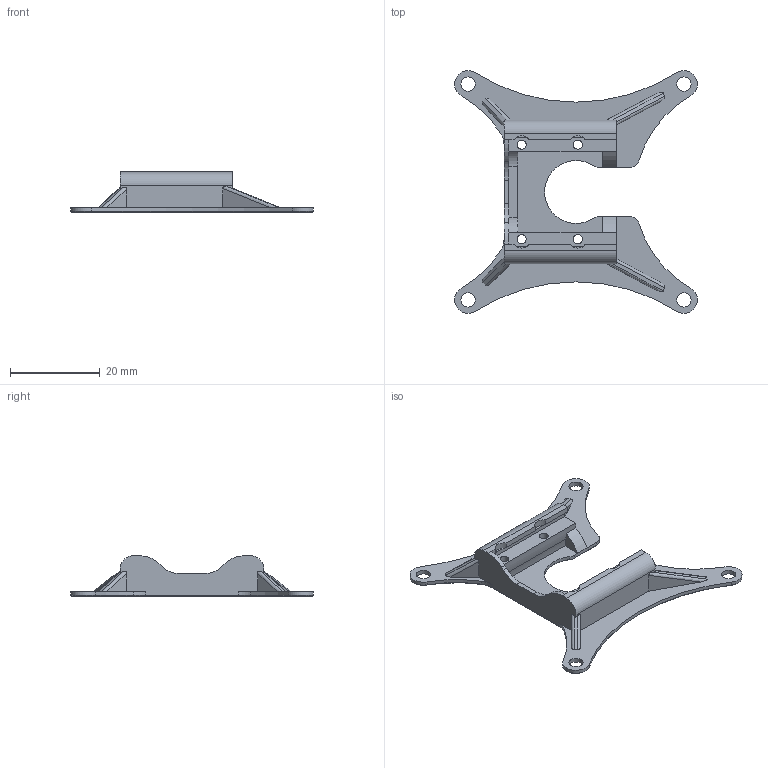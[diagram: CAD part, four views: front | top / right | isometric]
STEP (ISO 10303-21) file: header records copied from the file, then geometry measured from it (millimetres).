
FILE_DESCRIPTION(('FreeCAD Model'),'2;1');
FILE_NAME('Open CASCADE Shape Model','2024-11-13T18:11:05',(''),(''), 'Open CASCADE STEP processor 7.7','FreeCAD','Unknown');
FILE_SCHEMA(('AUTOMOTIVE_DESIGN { 1 0 10303 214 1 1 1 1 }'));
Length unit declared in the file: millimetre
Products named in the file (1): 2-cam-mount-slide-in
Bounding box: 53.99 x 53.99 x 9 mm (x, y, z)
Volume: 3866 mm3; surface area: 4465.4 mm2
Topology: 1 solids, 1 shells, 127 faces, 358 edges, 233 vertices
Faces by surface type: plane 46, cylinder 43, cone 22, bspline 16
Full cylindrical faces by diameter (mm): 2 x4, 3.2 x4
Entity records: 6122 total; most frequent: CARTESIAN_POINT 2795, ORIENTED_EDGE 716, DIRECTION 672, EDGE_CURVE 358, AXIS2_PLACEMENT_3D 242, VERTEX_POINT 233, LINE 188, VECTOR 188
